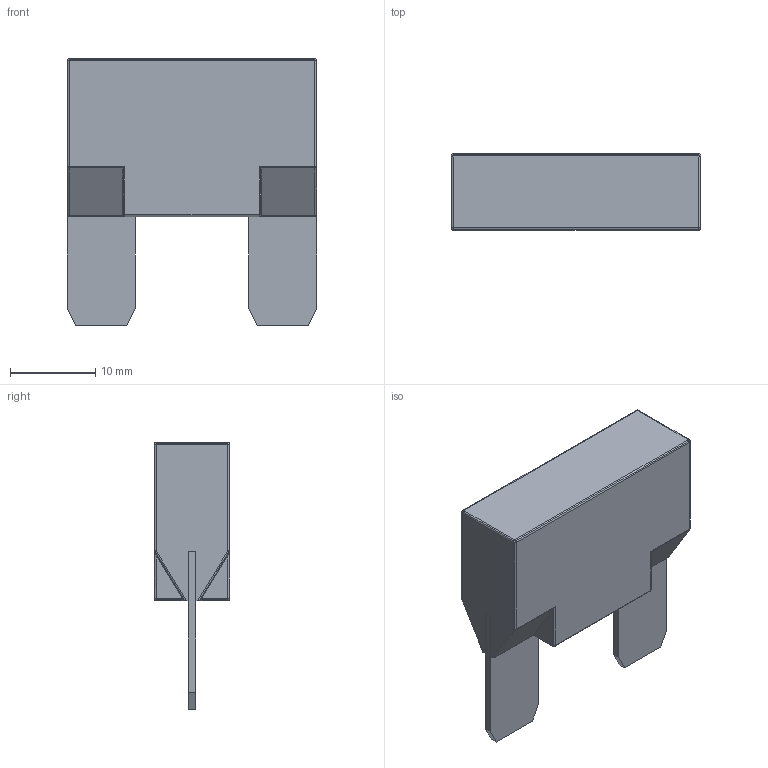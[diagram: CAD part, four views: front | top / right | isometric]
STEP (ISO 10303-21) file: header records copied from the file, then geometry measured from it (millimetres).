
FILE_DESCRIPTION((''),'2;1');
FILE_NAME('Maxi Fuse.stp','2005-12-31T08:58:16',('Owner'),(''),'Autodesk Inventor (R) 6.0','Autodesk Inventor (R) 6.0','');
FILE_SCHEMA(('AUTOMOTIVE_DESIGN { 1 0 10303 214 1 1 1 1 }'));
Length unit declared in the file: inch
Products named in the file (3): Maxi Fuse; Maxi Fuse - Body; Maxi Fuse - Terminal
Assembly tree (3 placements, depth 2):
  Maxi Fuse
    Maxi Fuse - Body
    Maxi Fuse - Terminal  x2
Bounding box: 29.25 x 8.9 x 31.25 mm (x, y, z)
Volume: 4723.3 mm3; surface area: 2698.5 mm2
Topology: 3 solids, 3 shells, 110 faces, 284 edges, 172 vertices
Faces by surface type: cylinder 60, plane 30, sphere 12, bspline 8
Entity records: 3171 total; most frequent: DIRECTION 578, CARTESIAN_POINT 550, ORIENTED_EDGE 516, EDGE_CURVE 258, AXIS2_PLACEMENT_3D 220, VERTEX_POINT 160, VECTOR 138, LINE 138
